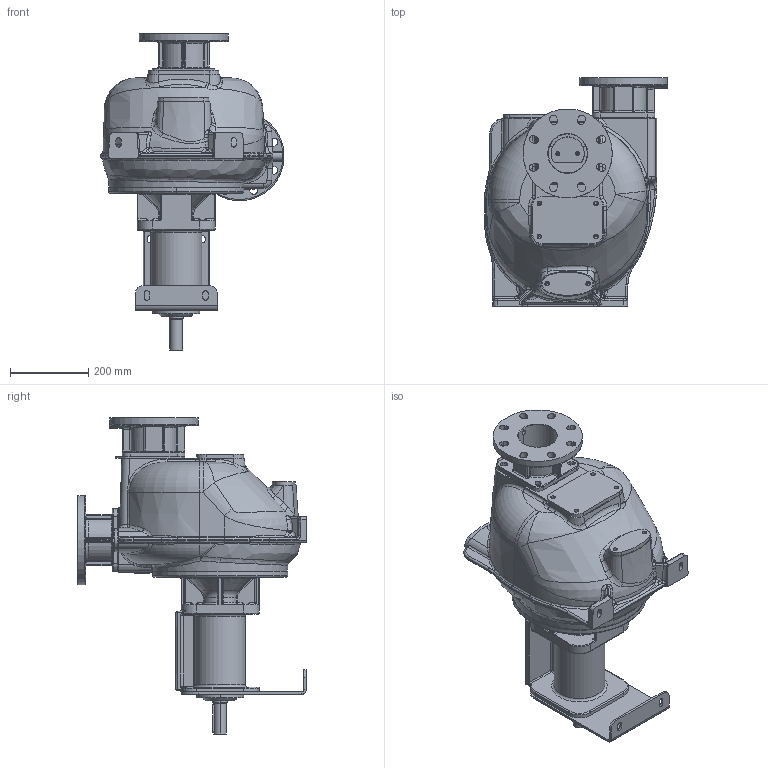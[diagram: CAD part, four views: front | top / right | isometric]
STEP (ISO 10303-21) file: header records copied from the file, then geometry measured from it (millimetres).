
FILE_DESCRIPTION((''),'2;1');
FILE_NAME('0000091874','2022-10-18T16:45:11',('Nicola'),(''),'CREO PARAMETRIC BY PTC INC, 2020354','CREO PARAMETRIC BY PTC INC, 2020354','');
FILE_SCHEMA(('CONFIG_CONTROL_DESIGN'));
Products named in the file (1): 0000091874
Bounding box: 467.4 x 584 x 809.5 mm (x, y, z)
Volume: 49793216.3 mm3; surface area: 1588229.7 mm2
Topology: 3 solids, 3 shells, 1512 faces, 3609 edges, 2109 vertices
Faces by surface type: cylinder 534, bspline 366, plane 323, torus 163, cone 77, sphere 46, extrusion 3
Entity records: 66242 total; most frequent: CARTESIAN_POINT 33440, ORIENTED_EDGE 7128, DIRECTION 6546, EDGE_CURVE 3564, AXIS2_PLACEMENT_3D 2649, VERTEX_POINT 2109, EDGE_LOOP 1635, FACE_OUTER_BOUND 1512
